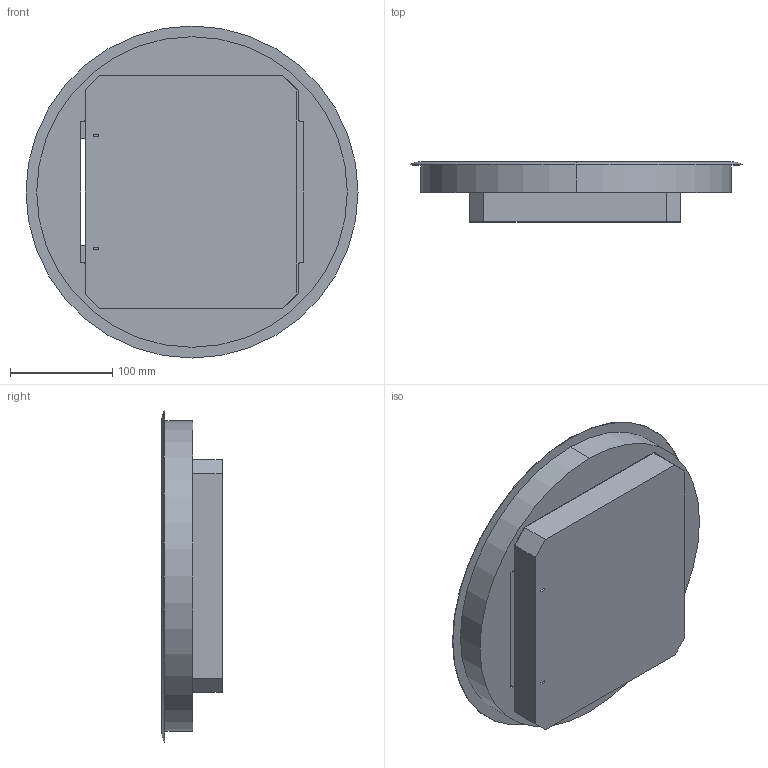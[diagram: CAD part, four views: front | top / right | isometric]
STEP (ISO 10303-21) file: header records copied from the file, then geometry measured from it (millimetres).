
FILE_DESCRIPTION (( 'STEP AP214' ), '1' );
FILE_NAME ('7405049.STEP', '2025-02-14T10:41:57', ( '' ), ( '' ), 'SwSTEP 2.0', 'SolidWorks 2024', '' );
FILE_SCHEMA (( 'AUTOMOTIVE_DESIGN' ));
Length unit declared in the file: millimetre
Products named in the file (6): 012239_Standard; 43348A_Standard; 42305P_Standard; 43643A; 7405049; 012359_Standard
Assembly tree (5 placements, depth 3):
  7405049
    43348A_Standard
    43643A
    42305P_Standard
    012359_Standard
      012239_Standard
Bounding box: 325 x 59 x 325 mm (x, y, z)
Volume: 1340882.9 mm3; surface area: 516787.8 mm2
Topology: 4 solids, 4 shells, 116 faces, 299 edges, 192 vertices
Faces by surface type: plane 71, cylinder 30, torus 5, cone 4, sphere 4, bspline 2
Entity records: 3761 total; most frequent: CARTESIAN_POINT 784, ORIENTED_EDGE 598, DIRECTION 569, EDGE_CURVE 299, LINE 207, VECTOR 207, VERTEX_POINT 192, AXIS2_PLACEMENT_3D 181
